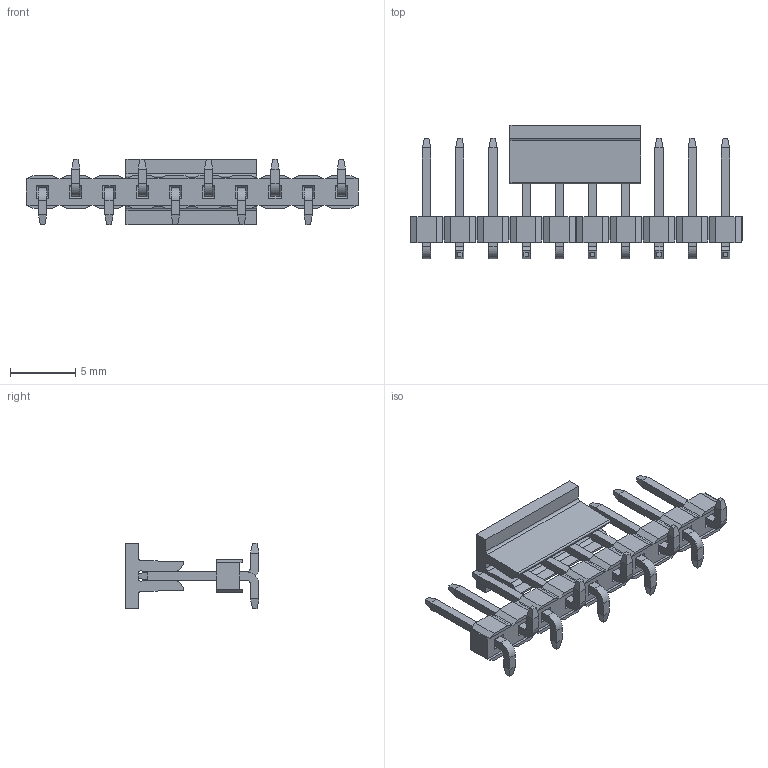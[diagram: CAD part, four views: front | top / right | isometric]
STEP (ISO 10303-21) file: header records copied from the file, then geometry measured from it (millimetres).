
FILE_DESCRIPTION( ('This file contains a STEP AP42 implementation' ,'as created by ZW3D STEP Interface translator.') ,'2;1' );
FILE_NAME( '1120-11XXXXMXXXXXXX(毀褐弇).stp' ,'23 329. 939 1', (''), ('ZWCAD Software Co.'), 'Version 1.0', 'ZW3D to STEP translator', '' );
FILE_SCHEMA(('AUTOMOTIVE_DESIGN { 1 0 10303 214 1 1 1 1 }'));
Length unit declared in the file: millimetre
Products named in the file (2): 0; 1120-1120XXM111XXXX(毀褐弇)
Bounding box: 25.4 x 10.24 x 5 mm (x, y, z)
Volume: 249.5 mm3; surface area: 828.4 mm2
Topology: 12 solids, 12 shells, 408 faces, 992 edges, 608 vertices
Faces by surface type: plane 380, cylinder 28
Entity records: 11995 total; most frequent: CARTESIAN_POINT 2009, ORIENTED_EDGE 1984, DIRECTION 1866, EDGE_CURVE 992, VECTOR 936, LINE 936, VERTEX_POINT 608, AXIS2_PLACEMENT_3D 465
